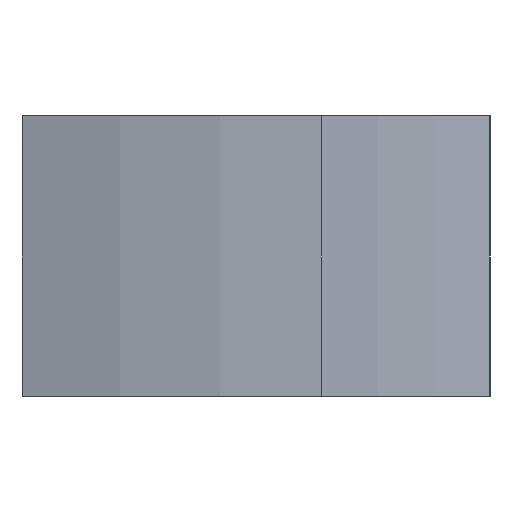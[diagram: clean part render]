
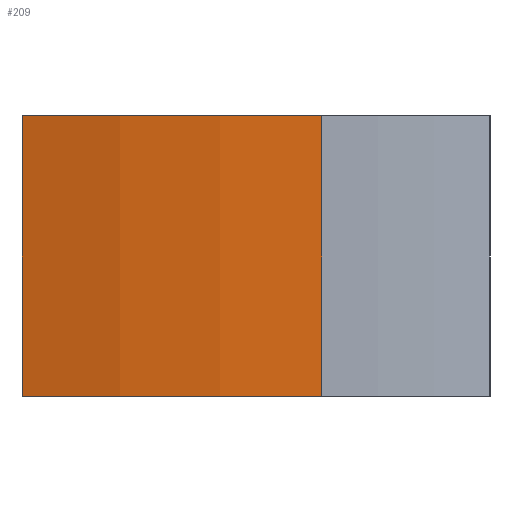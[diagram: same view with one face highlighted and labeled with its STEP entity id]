
A CAD part, left-side view. The second image highlights one B-rep face of the part: STEP entity #209.
In plain terms, the highlighted cylindrical face has radius 58.509 mm (diameter 117.018 mm), a partial arc.
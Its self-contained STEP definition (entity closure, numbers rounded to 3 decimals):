
#84 = DIRECTION ( 'NONE',  ( -1., 0., 0. ) ) ;
#99 = VERTEX_POINT ( 'NONE', #149 ) ;
#149 = CARTESIAN_POINT ( 'NONE',  ( -15.5, 10.771, 9. ) ) ;
#159 = ORIENTED_EDGE ( 'NONE', *, *, #182, .T. ) ;
#182 = EDGE_CURVE ( 'NONE', #285, #273, #640, .T. ) ;
#193 = CARTESIAN_POINT ( 'NONE',  ( 43.009, 10.771, 9. ) ) ;
#198 = CIRCLE ( 'NONE', #950, 58.509 ) ;
#201 = FACE_OUTER_BOUND ( 'NONE', #331, .T. ) ;
#209 = ADVANCED_FACE ( 'NONE', ( #201 ), #954, .T. ) ;
#268 = ORIENTED_EDGE ( 'NONE', *, *, #604, .F. ) ;
#273 = VERTEX_POINT ( 'NONE', #682 ) ;
#285 = VERTEX_POINT ( 'NONE', #301 ) ;
#286 = ORIENTED_EDGE ( 'NONE', *, *, #725, .F. ) ;
#301 = CARTESIAN_POINT ( 'NONE',  ( -12.25, 30., -9. ) ) ;
#312 = DIRECTION ( 'NONE',  ( 0., 0., -1. ) ) ;
#322 = EDGE_CURVE ( 'NONE', #556, #285, #1155, .T. ) ;
#331 = EDGE_LOOP ( 'NONE', ( #268, #286, #1132, #159 ) ) ;
#393 = AXIS2_PLACEMENT_3D ( 'NONE', #578, #1266, #674 ) ;
#414 = CARTESIAN_POINT ( 'NONE',  ( -12.25, 30., 9. ) ) ;
#556 = VERTEX_POINT ( 'NONE', #1224 ) ;
#578 = CARTESIAN_POINT ( 'NONE',  ( 43.009, 10.771, -9. ) ) ;
#595 = VECTOR ( 'NONE', #312, 1000. ) ;
#604 = EDGE_CURVE ( 'NONE', #99, #273, #1053, .T. ) ;
#640 = CIRCLE ( 'NONE', #393, 58.509 ) ;
#667 = DIRECTION ( 'NONE',  ( 0., 0., 1. ) ) ;
#674 = DIRECTION ( 'NONE',  ( -1., 0., 0. ) ) ;
#677 = DIRECTION ( 'NONE',  ( -1., 0., 0. ) ) ;
#682 = CARTESIAN_POINT ( 'NONE',  ( -15.5, 10.771, -9. ) ) ;
#725 = EDGE_CURVE ( 'NONE', #556, #99, #198, .T. ) ;
#742 = CARTESIAN_POINT ( 'NONE',  ( -15.5, 10.771, 9. ) ) ;
#774 = DIRECTION ( 'NONE',  ( 0., 0., -1. ) ) ;
#776 = AXIS2_PLACEMENT_3D ( 'NONE', #193, #774, #677 ) ;
#777 = VECTOR ( 'NONE', #849, 1000. ) ;
#849 = DIRECTION ( 'NONE',  ( 0., 0., -1. ) ) ;
#950 = AXIS2_PLACEMENT_3D ( 'NONE', #1258, #667, #84 ) ;
#954 = CYLINDRICAL_SURFACE ( 'NONE', #776, 58.509 ) ;
#1053 = LINE ( 'NONE', #742, #777 ) ;
#1132 = ORIENTED_EDGE ( 'NONE', *, *, #322, .T. ) ;
#1155 = LINE ( 'NONE', #414, #595 ) ;
#1224 = CARTESIAN_POINT ( 'NONE',  ( -12.25, 30., 9. ) ) ;
#1258 = CARTESIAN_POINT ( 'NONE',  ( 43.009, 10.771, 9. ) ) ;
#1266 = DIRECTION ( 'NONE',  ( 0., 0., 1. ) ) ;
